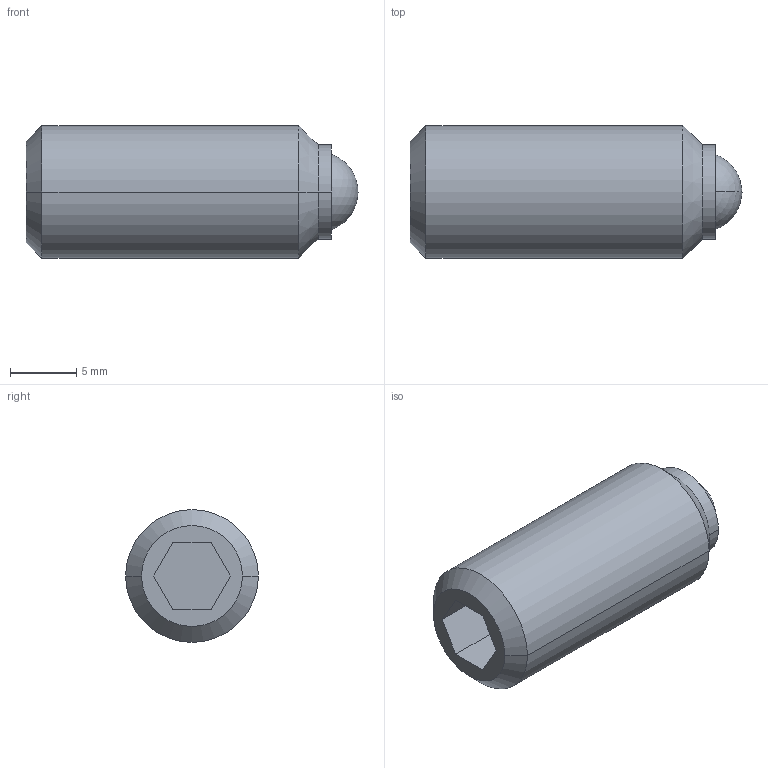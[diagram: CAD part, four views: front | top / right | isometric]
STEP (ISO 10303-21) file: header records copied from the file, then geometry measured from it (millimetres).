
FILE_DESCRIPTION( ( '' ), '1' );
FILE_NAME( 'K0316.210_(0).stp', '2012-11-01T11:00:58', ( '' ), ( '' ), ' ', ' ', ' ' );
FILE_SCHEMA( ( 'CONFIG_CONTROL_DESIGN' ) );
Length unit declared in the file: millimetre
Products named in the file (1): 1
Bounding box: 25 x 10 x 10 mm (x, y, z)
Volume: 1272.2 mm3; surface area: 1299 mm2
Topology: 1 solids, 2 shells, 26 faces, 54 edges, 34 vertices
Faces by surface type: plane 10, cylinder 8, sphere 4, cone 4
Entity records: 736 total; most frequent: DIRECTION 132, CARTESIAN_POINT 115, ORIENTED_EDGE 108, EDGE_CURVE 54, AXIS2_PLACEMENT_3D 51, VERTEX_POINT 34, LINE 30, VECTOR 30
